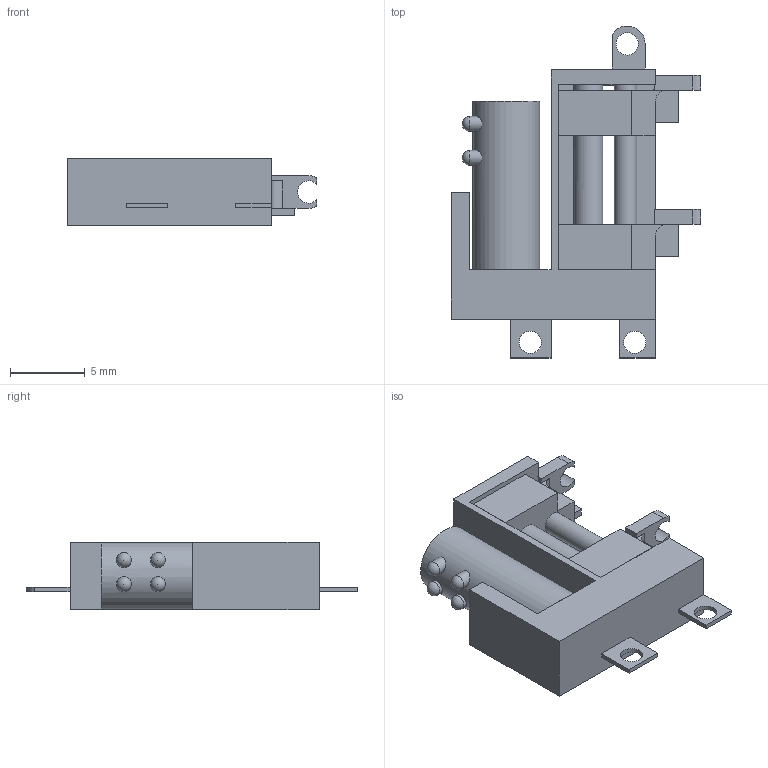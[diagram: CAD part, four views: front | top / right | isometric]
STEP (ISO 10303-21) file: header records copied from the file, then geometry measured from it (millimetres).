
FILE_DESCRIPTION(/* description */ (''),/* implementation_level */ '2;1');
FILE_NAME(/* name */ '00_Microlinearmotor_aliexpress_5mm.ipt.step',/* time_stamp */ '2022-11-29T07:44:30+01:00',/* author */ (''),/* organization */ (''),/* preprocessor_version */ 'ST-DEVELOPER v18.1',/* originating_system */ 'Autodesk Inventor 2022',/* authorisation */ '');
FILE_SCHEMA (('AUTOMOTIVE_DESIGN { 1 0 10303 214 3 1 1 }'));
Length unit declared in the file: millimetre
Products named in the file (1): 00_Microlinearmotor_aliexpress_5mm
Bounding box: 16.75 x 22.25 x 4.5 mm (x, y, z)
Volume: 690.8 mm3; surface area: 1309.4 mm2
Topology: 4 solids, 4 shells, 101 faces, 274 edges, 182 vertices
Faces by surface type: plane 72, cylinder 25, sphere 4
Full cylindrical faces by diameter (mm): 1 x4, 1.5 x6, 1.933 x3, 4.5 x1
Entity records: 3362 total; most frequent: CARTESIAN_POINT 692, ORIENTED_EDGE 540, DIRECTION 518, EDGE_CURVE 270, LINE 210, VECTOR 210, VERTEX_POINT 182, AXIS2_PLACEMENT_3D 154
